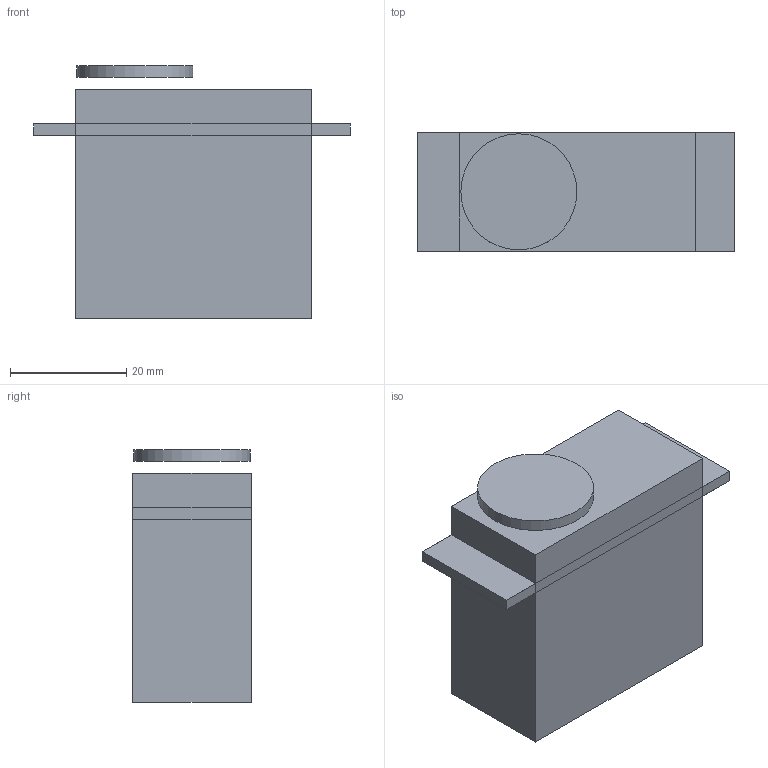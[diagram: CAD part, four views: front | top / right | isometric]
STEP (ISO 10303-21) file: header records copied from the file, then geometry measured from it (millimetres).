
FILE_DESCRIPTION(('FreeCAD Model'),'2;1');
FILE_NAME('test2.step','2015-05-29T19:00:10',('FreeCAD'),('FreeCAD'), 'Open CASCADE STEP processor 6.5','FreeCAD','Unknown');
FILE_SCHEMA(('AUTOMOTIVE_DESIGN_CC2 { 1 2 10303 214 -1 1 5 4 }'));
Length unit declared in the file: millimetre
Products named in the file (5): Fusion001; servo_lugs; ServoHorn; ServoBody; Fusion
Bounding box: 54.5 x 20.5 x 43.5 mm (x, y, z)
Surface area: 24927.9 mm2
Topology: 7 solids, 7 shells, 41 faces, 81 edges, 54 vertices
Faces by surface type: plane 38, cylinder 3
Full cylindrical faces by diameter (mm): 20 x3
Entity records: 2193 total; most frequent: CARTESIAN_POINT 347, DIRECTION 325, LINE 223, VECTOR 223, ORIENTED_EDGE 162, PCURVE 162, DEFINITIONAL_REPRESENTATION 162, EDGE_CURVE 81
